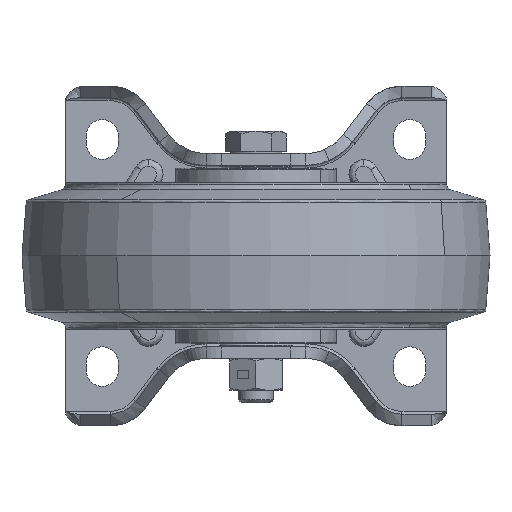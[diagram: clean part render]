
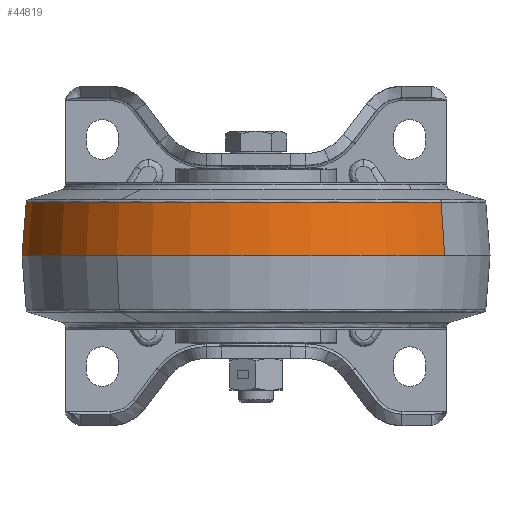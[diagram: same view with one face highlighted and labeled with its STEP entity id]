
A CAD part, front view. The second image highlights one B-rep face of the part: STEP entity #44819.
In plain terms, the highlighted conical face has half-angle 4.514 degrees and reference radius 80 mm.
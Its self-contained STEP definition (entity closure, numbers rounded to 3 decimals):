
#458 = CIRCLE ( 'NONE', #17402, 80. ) ;
#650 = FACE_OUTER_BOUND ( 'NONE', #23738, .T. ) ;
#1551 = ORIENTED_EDGE ( 'NONE', *, *, #19894, .F. ) ;
#5641 = DIRECTION ( 'NONE',  ( 0., 0., -1. ) ) ;
#6424 = CARTESIAN_POINT ( 'NONE',  ( 0., -120., 18.315 ) ) ;
#7132 = CARTESIAN_POINT ( 'NONE',  ( 64.365, -167.51, 0. ) ) ;
#7535 = ORIENTED_EDGE ( 'NONE', *, *, #34956, .T. ) ;
#7853 = EDGE_CURVE ( 'NONE', #24436, #44563, #26560, .T. ) ;
#8092 = EDGE_CURVE ( 'NONE', #29322, #24436, #458, .T. ) ;
#10227 = DIRECTION ( 'NONE',  ( -0.805, 0.594, 0. ) ) ;
#12261 = CARTESIAN_POINT ( 'NONE',  ( 64.365, -167.51, 0. ) ) ;
#16092 = DIRECTION ( 'NONE',  ( 0.063, -0.047, -0.997 ) ) ;
#16106 = CARTESIAN_POINT ( 'NONE',  ( -64.365, -72.49, 0. ) ) ;
#16168 = CONICAL_SURFACE ( 'NONE', #36780, 80., 0.079 ) ;
#17402 = AXIS2_PLACEMENT_3D ( 'NONE', #28544, #5641, #32430 ) ;
#18093 = VECTOR ( 'NONE', #25898, 1000. ) ;
#18808 = VECTOR ( 'NONE', #16092, 1000. ) ;
#19263 = AXIS2_PLACEMENT_3D ( 'NONE', #45481, #22597, #49320 ) ;
#19894 = EDGE_CURVE ( 'NONE', #44925, #29322, #20026, .T. ) ;
#20026 = LINE ( 'NONE', #12261, #18808 ) ;
#21641 = CARTESIAN_POINT ( 'NONE',  ( -63.201, -73.349, 18.315 ) ) ;
#21981 = CIRCLE ( 'NONE', #29112, 78.554 ) ;
#22597 = DIRECTION ( 'NONE',  ( 0., 0., -1. ) ) ;
#23169 = DIRECTION ( 'NONE',  ( -0.805, 0.594, 0. ) ) ;
#23738 = EDGE_LOOP ( 'NONE', ( #1551, #49394, #7535, #47560, #33263 ) ) ;
#24436 = VERTEX_POINT ( 'NONE', #36073 ) ;
#25898 = DIRECTION ( 'NONE',  ( -0.063, 0.047, -0.997 ) ) ;
#26560 = CIRCLE ( 'NONE', #19263, 80. ) ;
#26850 = DIRECTION ( 'NONE',  ( 0., 0., -1. ) ) ;
#28544 = CARTESIAN_POINT ( 'NONE',  ( 0., -120., 0. ) ) ;
#29112 = AXIS2_PLACEMENT_3D ( 'NONE', #6424, #33200, #10227 ) ;
#29322 = VERTEX_POINT ( 'NONE', #7132 ) ;
#30391 = CARTESIAN_POINT ( 'NONE',  ( -64.365, -72.49, 0. ) ) ;
#32430 = DIRECTION ( 'NONE',  ( 0.805, -0.594, 0. ) ) ;
#33200 = DIRECTION ( 'NONE',  ( 0., 0., 1. ) ) ;
#33263 = ORIENTED_EDGE ( 'NONE', *, *, #8092, .F. ) ;
#34956 = EDGE_CURVE ( 'NONE', #45843, #44563, #47468, .T. ) ;
#36073 = CARTESIAN_POINT ( 'NONE',  ( -47.51, -184.365, 0. ) ) ;
#36780 = AXIS2_PLACEMENT_3D ( 'NONE', #45913, #26850, #23169 ) ;
#39224 = CARTESIAN_POINT ( 'NONE',  ( 63.201, -166.651, 18.315 ) ) ;
#44563 = VERTEX_POINT ( 'NONE', #16106 ) ;
#44819 = ADVANCED_FACE ( 'NONE', ( #650 ), #16168, .T. ) ;
#44925 = VERTEX_POINT ( 'NONE', #39224 ) ;
#45481 = CARTESIAN_POINT ( 'NONE',  ( 0., -120., 0. ) ) ;
#45843 = VERTEX_POINT ( 'NONE', #21641 ) ;
#45854 = EDGE_CURVE ( 'NONE', #45843, #44925, #21981, .T. ) ;
#45913 = CARTESIAN_POINT ( 'NONE',  ( 0., -120., 0. ) ) ;
#47468 = LINE ( 'NONE', #30391, #18093 ) ;
#47560 = ORIENTED_EDGE ( 'NONE', *, *, #7853, .F. ) ;
#49320 = DIRECTION ( 'NONE',  ( 0.805, -0.594, 0. ) ) ;
#49394 = ORIENTED_EDGE ( 'NONE', *, *, #45854, .F. ) ;
